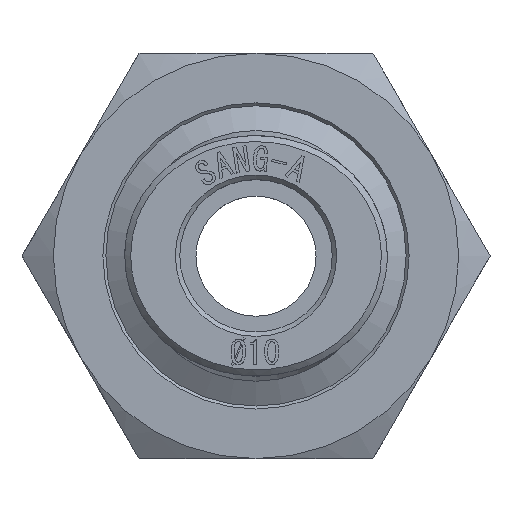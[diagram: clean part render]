
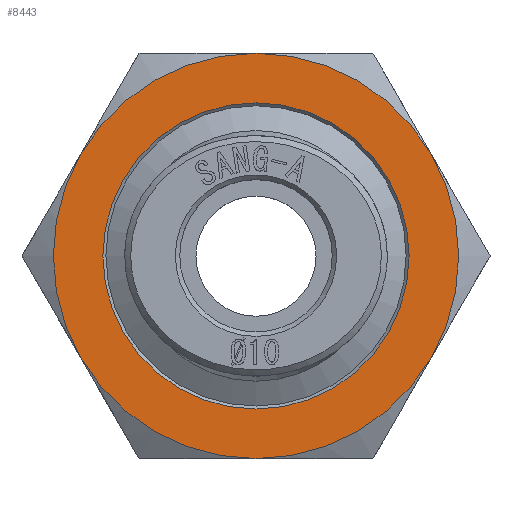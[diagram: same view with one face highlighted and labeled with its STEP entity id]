
A CAD part, top view. The second image highlights one B-rep face of the part: STEP entity #8443.
In plain terms, the highlighted planar face has unit normal (0, 0, 1).
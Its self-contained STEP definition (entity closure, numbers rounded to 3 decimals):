
#8367=CARTESIAN_POINT('',(10.2,0.,5.0));
#8368=VERTEX_POINT('',#8367);
#8369=CARTESIAN_POINT('',(0.0,0.0,5.0));
#8370=DIRECTION('',(0.0,0.0,1.0));
#8371=DIRECTION('',(-1.0,0.0,0.0));
#8372=AXIS2_PLACEMENT_3D('',#8369,#8370,#8371);
#8373=CIRCLE('',#8372,10.2);
#8374=EDGE_CURVE('',#8368,#8368,#8373,.T.);
#8379=CARTESIAN_POINT('',(0.,0.,5.0));
#8380=DIRECTION('',(0.0,0.0,1.0));
#8381=DIRECTION('',(1.0,0.0,0.0));
#8382=AXIS2_PLACEMENT_3D('',#8379,#8380,#8381);
#8383=PLANE('',#8382);
#8384=CARTESIAN_POINT('',(11.691,-6.75,5.0));
#8385=VERTEX_POINT('',#8384);
#8386=CARTESIAN_POINT('',(11.691,6.75,5.0));
#8387=VERTEX_POINT('',#8386);
#8388=CARTESIAN_POINT('',(0.0,0.0,5.0));
#8389=DIRECTION('',(0.0,0.0,1.0));
#8390=DIRECTION('',(-1.0,0.0,0.0));
#8391=AXIS2_PLACEMENT_3D('',#8388,#8389,#8390);
#8392=CIRCLE('',#8391,13.5);
#8393=EDGE_CURVE('',#8385,#8387,#8392,.T.);
#8394=ORIENTED_EDGE('',*,*,#8393,.T.);
#8395=CARTESIAN_POINT('',(0.,13.5,5.0));
#8396=VERTEX_POINT('',#8395);
#8397=CARTESIAN_POINT('',(0.0,0.0,5.0));
#8398=DIRECTION('',(0.0,0.0,1.0));
#8399=DIRECTION('',(-1.0,0.0,0.0));
#8400=AXIS2_PLACEMENT_3D('',#8397,#8398,#8399);
#8401=CIRCLE('',#8400,13.5);
#8402=EDGE_CURVE('',#8387,#8396,#8401,.T.);
#8403=ORIENTED_EDGE('',*,*,#8402,.T.);
#8404=CARTESIAN_POINT('',(-11.691,6.75,5.0));
#8405=VERTEX_POINT('',#8404);
#8406=CARTESIAN_POINT('',(0.0,0.0,5.0));
#8407=DIRECTION('',(0.0,0.0,1.0));
#8408=DIRECTION('',(-1.0,0.0,0.0));
#8409=AXIS2_PLACEMENT_3D('',#8406,#8407,#8408);
#8410=CIRCLE('',#8409,13.5);
#8411=EDGE_CURVE('',#8396,#8405,#8410,.T.);
#8412=ORIENTED_EDGE('',*,*,#8411,.T.);
#8413=CARTESIAN_POINT('',(-11.691,-6.75,5.0));
#8414=VERTEX_POINT('',#8413);
#8415=CARTESIAN_POINT('',(0.0,0.0,5.0));
#8416=DIRECTION('',(0.0,0.0,1.0));
#8417=DIRECTION('',(-1.0,0.0,0.0));
#8418=AXIS2_PLACEMENT_3D('',#8415,#8416,#8417);
#8419=CIRCLE('',#8418,13.5);
#8420=EDGE_CURVE('',#8405,#8414,#8419,.T.);
#8421=ORIENTED_EDGE('',*,*,#8420,.T.);
#8422=CARTESIAN_POINT('',(0.,-13.5,5.0));
#8423=VERTEX_POINT('',#8422);
#8424=CARTESIAN_POINT('',(0.0,0.0,5.0));
#8425=DIRECTION('',(0.0,0.0,1.0));
#8426=DIRECTION('',(-1.0,0.0,0.0));
#8427=AXIS2_PLACEMENT_3D('',#8424,#8425,#8426);
#8428=CIRCLE('',#8427,13.5);
#8429=EDGE_CURVE('',#8414,#8423,#8428,.T.);
#8430=ORIENTED_EDGE('',*,*,#8429,.T.);
#8431=CARTESIAN_POINT('',(0.0,0.0,5.0));
#8432=DIRECTION('',(0.0,0.0,1.0));
#8433=DIRECTION('',(-1.0,0.0,0.0));
#8434=AXIS2_PLACEMENT_3D('',#8431,#8432,#8433);
#8435=CIRCLE('',#8434,13.5);
#8436=EDGE_CURVE('',#8423,#8385,#8435,.T.);
#8437=ORIENTED_EDGE('',*,*,#8436,.T.);
#8438=EDGE_LOOP('',(#8394,#8403,#8412,#8421,#8430,#8437));
#8439=FACE_OUTER_BOUND('',#8438,.T.);
#8440=ORIENTED_EDGE('',*,*,#8374,.F.);
#8441=EDGE_LOOP('',(#8440));
#8442=FACE_BOUND('',#8441,.T.);
#8443=ADVANCED_FACE('',(#8439,#8442),#8383,.T.);
